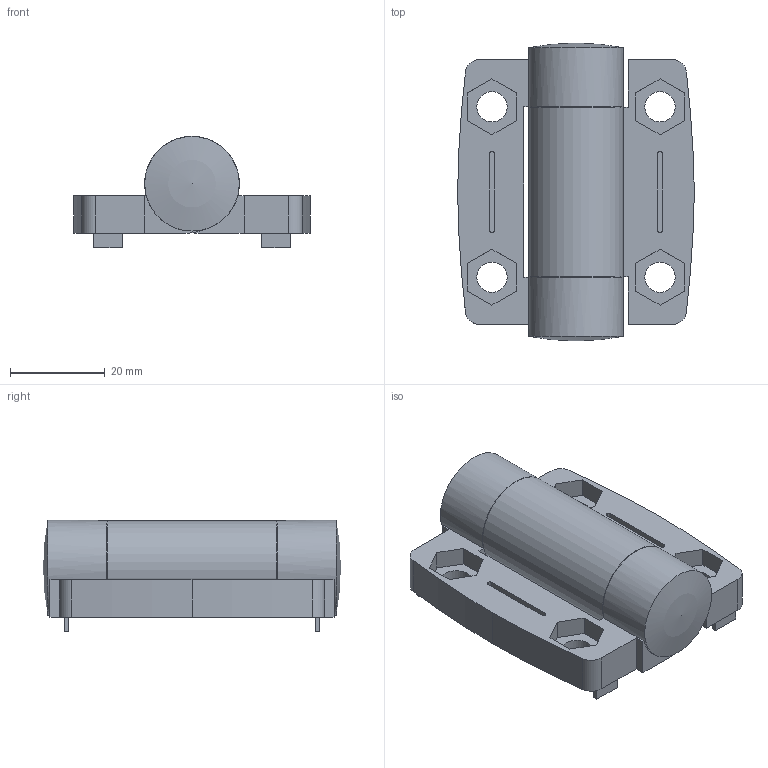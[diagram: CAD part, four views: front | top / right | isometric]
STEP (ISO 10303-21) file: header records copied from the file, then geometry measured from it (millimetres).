
FILE_DESCRIPTION( ( 'STEP AP214' ), '1' );
FILE_NAME( 'K0439.5618180600.stp', '2020-12-08T08:50:37', ( '' ), ( '' ), ' ', 'PARTsolutions', ' ' );
FILE_SCHEMA( ( 'AUTOMOTIVE_DESIGN { 1 0 10303 214 1 1 1 1 }' ) );
Length unit declared in the file: millimetre
Products named in the file (1): _K0439.5618180600
Bounding box: 50 x 62.9 x 23.5 mm (x, y, z)
Volume: 29915.5 mm3; surface area: 12705.2 mm2
Topology: 1 solids, 1 shells, 134 faces, 355 edges, 237 vertices
Faces by surface type: plane 104, cylinder 28, sphere 2
Full cylindrical faces by diameter (mm): 0.2 x2, 6.4 x4, 20 x2
Entity records: 5128 total; most frequent: CARTESIAN_POINT 705, ORIENTED_EDGE 676, DIRECTION 666, EDGE_CURVE 338, LINE 280, VECTOR 280, VERTEX_POINT 232, AXIS2_PLACEMENT_3D 193
